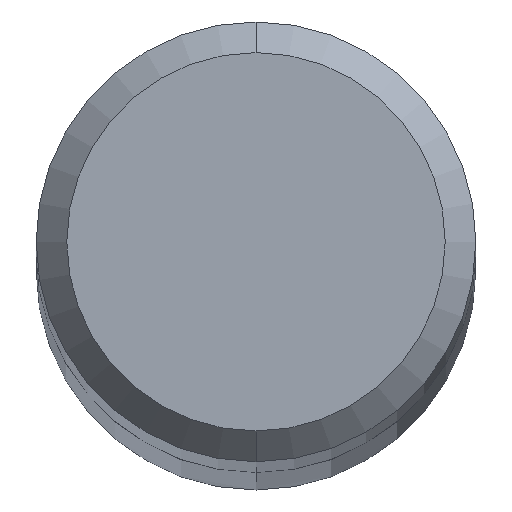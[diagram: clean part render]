
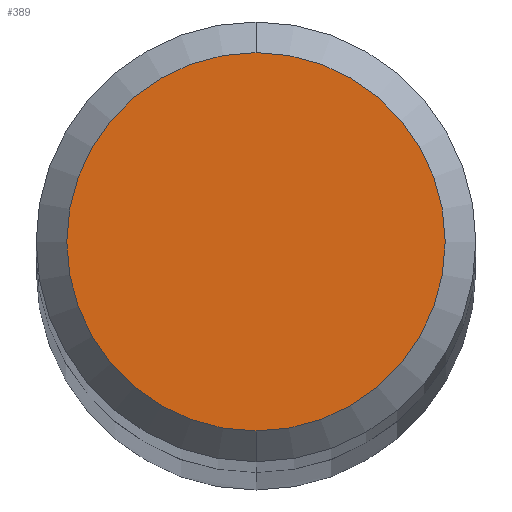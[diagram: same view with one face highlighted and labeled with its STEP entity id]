
A CAD part, top view. The second image highlights one B-rep face of the part: STEP entity #389.
In plain terms, the highlighted planar face has unit normal (0, 0, 1).
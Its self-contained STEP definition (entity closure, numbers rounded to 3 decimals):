
#195=EDGE_CURVE('',#363,#331,#459,.T.);
#331=VERTEX_POINT('',#605);
#351=EDGE_CURVE('',#331,#363,#627,.T.);
#363=VERTEX_POINT('',#640);
#389=ADVANCED_FACE('',(#670),#671,.T.);
#459=CIRCLE('',#791,1.85);
#605=CARTESIAN_POINT('',(0.,-1.85,58.0));
#627=CIRCLE('',#1214,1.85);
#640=CARTESIAN_POINT('',(0.0,1.85,58.0));
#670=FACE_OUTER_BOUND('',#1279,.T.);
#671=PLANE('',#1280);
#791=AXIS2_PLACEMENT_3D('',#1343,#1344,#1345);
#1214=AXIS2_PLACEMENT_3D('',#1498,#1499,#1500);
#1279=EDGE_LOOP('',(#1560,#1561));
#1280=AXIS2_PLACEMENT_3D('',#1562,#1563,#1564);
#1343=CARTESIAN_POINT('',(0.0,0.0,58.0));
#1344=DIRECTION('',(0.0,0.0,-1.0));
#1345=DIRECTION('',(0.0,1.0,0.0));
#1498=CARTESIAN_POINT('',(0.0,0.0,58.0));
#1499=DIRECTION('',(0.0,0.0,-1.0));
#1500=DIRECTION('',(0.0,1.0,0.0));
#1560=ORIENTED_EDGE('',*,*,#195,.F.);
#1561=ORIENTED_EDGE('',*,*,#351,.F.);
#1562=CARTESIAN_POINT('',(0.0,0.925,58.0));
#1563=DIRECTION('',(0.0,0.0,1.0));
#1564=DIRECTION('',(0.0,-1.0,0.0));
